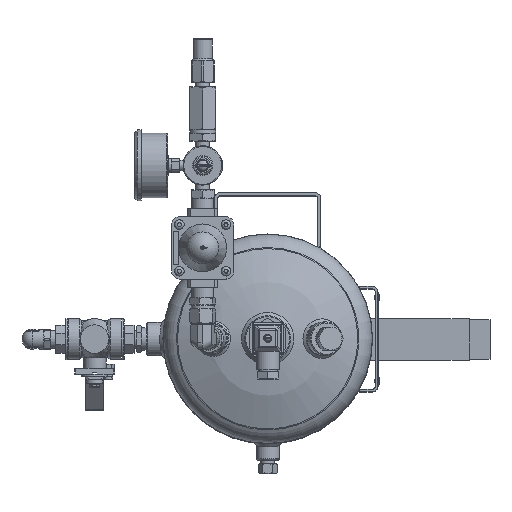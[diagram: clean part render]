
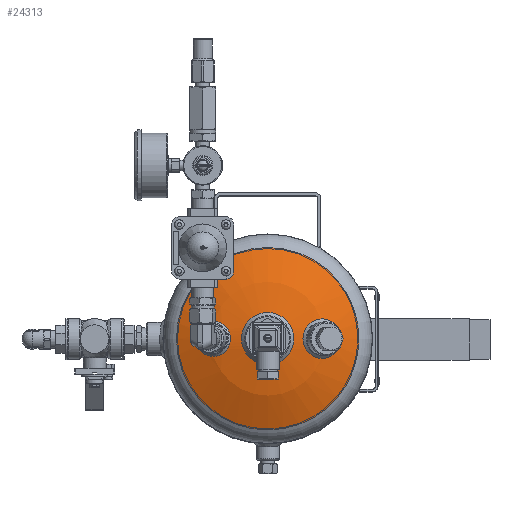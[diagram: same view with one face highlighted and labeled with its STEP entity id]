
A CAD part, top view. The second image highlights one B-rep face of the part: STEP entity #24313.
In plain terms, the highlighted spherical face has radius 202.3 mm.
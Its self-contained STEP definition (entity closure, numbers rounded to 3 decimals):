
#236=SPHERICAL_SURFACE('',#33754,202.3);
#5678=ORIENTED_EDGE('',*,*,#12306,.T.);
#5679=ORIENTED_EDGE('',*,*,#12310,.T.);
#5680=ORIENTED_EDGE('',*,*,#12311,.F.);
#5681=ORIENTED_EDGE('',*,*,#12312,.F.);
#12306=EDGE_CURVE('',#15696,#15696,#17995,.T.);
#12310=EDGE_CURVE('',#15700,#15700,#17999,.T.);
#12311=EDGE_CURVE('',#15701,#15701,#18000,.T.);
#12312=EDGE_CURVE('',#15702,#15702,#18001,.F.);
#15696=VERTEX_POINT('',#43846);
#15700=VERTEX_POINT('',#43856);
#15701=VERTEX_POINT('',#43858);
#15702=VERTEX_POINT('',#43860);
#17995=CIRCLE('',#33749,15.);
#17999=CIRCLE('',#33755,15.);
#18000=CIRCLE('',#33756,87.326);
#18001=CIRCLE('',#33757,20.);
#19272=EDGE_LOOP('',(#5678));
#19273=EDGE_LOOP('',(#5679));
#19274=EDGE_LOOP('',(#5680));
#19275=EDGE_LOOP('',(#5681));
#21637=FACE_BOUND('',#19272,.T.);
#21638=FACE_BOUND('',#19273,.T.);
#21639=FACE_BOUND('',#19274,.T.);
#21640=FACE_BOUND('',#19275,.T.);
#24313=ADVANCED_FACE('',(#21637,#21638,#21639,#21640),#236,.T.);
#33749=AXIS2_PLACEMENT_3D('',#43845,#36899,#36900);
#33754=AXIS2_PLACEMENT_3D('',#43854,#36909,#36910);
#33755=AXIS2_PLACEMENT_3D('',#43855,#36911,#36912);
#33756=AXIS2_PLACEMENT_3D('',#43857,#36913,#36914);
#33757=AXIS2_PLACEMENT_3D('',#43859,#36915,#36916);
#36899=DIRECTION('',(0.259,0.,-0.966));
#36900=DIRECTION('',(0.966,0.,0.259));
#36909=DIRECTION('',(0.,0.,-1.));
#36910=DIRECTION('',(1.,0.,0.));
#36911=DIRECTION('',(-0.259,0.,-0.966));
#36912=DIRECTION('',(-0.966,0.,0.259));
#36913=DIRECTION('',(0.,0.,-1.));
#36914=DIRECTION('',(-1.,0.,0.));
#36915=DIRECTION('',(0.,0.,-1.));
#36916=DIRECTION('',(-1.,0.,0.));
#43845=CARTESIAN_POINT('',(-52.215,0.,46.028));
#43846=CARTESIAN_POINT('',(-37.726,0.,49.911));
#43854=CARTESIAN_POINT('',(0.,0.,-148.841));
#43855=CARTESIAN_POINT('',(52.215,0.,46.028));
#43856=CARTESIAN_POINT('',(37.726,0.,49.911));
#43857=CARTESIAN_POINT('',(0.,0.,33.641));
#43858=CARTESIAN_POINT('',(-87.326,0.,33.641));
#43859=CARTESIAN_POINT('',(0.,0.,52.468));
#43860=CARTESIAN_POINT('',(-20.,0.,52.468));
